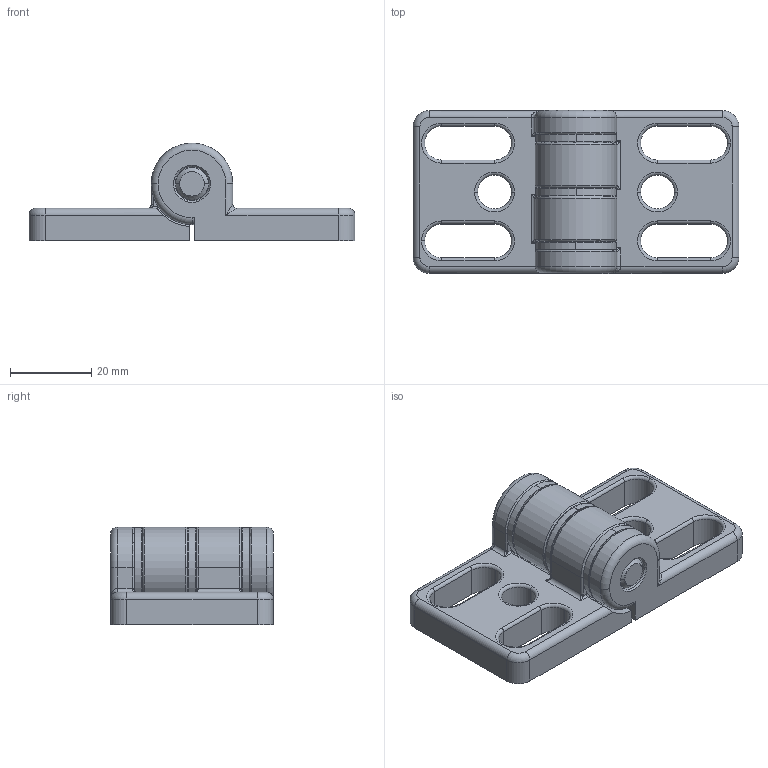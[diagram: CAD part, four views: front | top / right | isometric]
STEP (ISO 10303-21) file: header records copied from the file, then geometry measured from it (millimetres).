
FILE_DESCRIPTION (( 'STEP AP214' ), '1' );
FILE_NAME ('SAFE08E1123-Charnière 8 40 Zn.step', '2023-03-24T09:30:51', ( 'Altae' ), ( '' ), 'SwSTEP 2.0', 'SolidWorks 2021', '' );
FILE_SCHEMA (( 'AUTOMOTIVE_DESIGN' ));
Length unit declared in the file: millimetre
Products named in the file (2): Demi_SCH840ZN^SAFE08E1123-Charnière 8 40 Zn; SAFE08E1123-Charnière 8 40 Zn
Assembly tree (2 placements, depth 2):
  SAFE08E1123-Charnière 8 40 Zn
    Demi_SCH840ZN^SAFE08E1123-Charnière 8 40 Zn  x2
Bounding box: 80 x 40 x 24 mm (x, y, z)
Volume: 31390.5 mm3; surface area: 18183.3 mm2
Topology: 8 solids, 8 shells, 260 faces, 638 edges, 390 vertices
Faces by surface type: cylinder 108, torus 66, plane 66, cone 12, bspline 8
Entity records: 5751 total; most frequent: CARTESIAN_POINT 1360, DIRECTION 719, ORIENTED_EDGE 630, EDGE_CURVE 315, AXIS2_PLACEMENT_3D 295, VERTEX_POINT 195, CIRCLE 164, EDGE_LOOP 146
